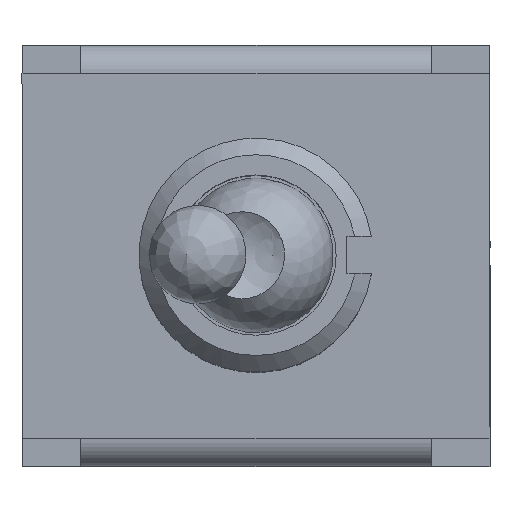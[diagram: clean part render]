
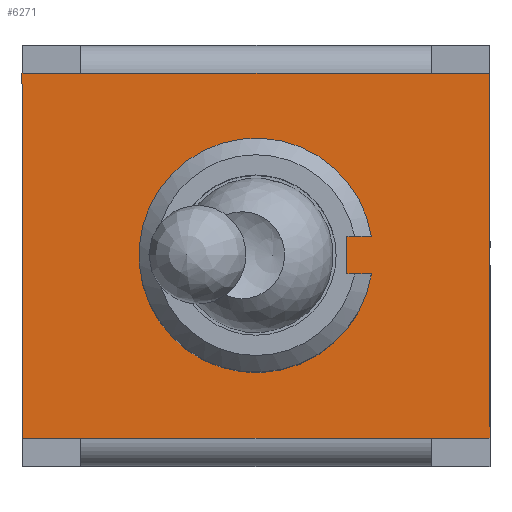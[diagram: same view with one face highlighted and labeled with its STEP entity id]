
A CAD part, top view. The second image highlights one B-rep face of the part: STEP entity #6271.
In plain terms, the highlighted planar face has unit normal (0, 0, 1).
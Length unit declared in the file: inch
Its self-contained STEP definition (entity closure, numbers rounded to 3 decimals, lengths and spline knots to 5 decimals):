
#140=CIRCLE('',#6786,0.125);
#292=FACE_BOUND('',#912,.T.);
#540=FACE_OUTER_BOUND('',#911,.T.);
#911=EDGE_LOOP('',(#5162,#5163,#5164,#5165,#5166,#5167,#5168,#5169));
#912=EDGE_LOOP('',(#5170,#5171,#5172,#5173));
#1513=LINE('',#9975,#2247);
#1517=LINE('',#9985,#2251);
#1519=LINE('',#9988,#2253);
#1520=LINE('',#9994,#2254);
#1521=LINE('',#9996,#2255);
#1522=LINE('',#9998,#2256);
#1523=LINE('',#10000,#2257);
#1524=LINE('',#10002,#2258);
#1525=LINE('',#10004,#2259);
#1526=LINE('',#10006,#2260);
#1527=LINE('',#10007,#2261);
#2247=VECTOR('',#8165,0.3937);
#2251=VECTOR('',#8175,0.3937);
#2253=VECTOR('',#8179,0.3937);
#2254=VECTOR('',#8186,0.3937);
#2255=VECTOR('',#8187,0.3937);
#2256=VECTOR('',#8188,0.3937);
#2257=VECTOR('',#8189,0.3937);
#2258=VECTOR('',#8190,0.3937);
#2259=VECTOR('',#8191,0.3937);
#2260=VECTOR('',#8192,0.3937);
#2261=VECTOR('',#8193,0.3937);
#2892=VERTEX_POINT('',#9972);
#2893=VERTEX_POINT('',#9974);
#2895=VERTEX_POINT('',#9982);
#2896=VERTEX_POINT('',#9984);
#2897=VERTEX_POINT('',#9992);
#2898=VERTEX_POINT('',#9993);
#2899=VERTEX_POINT('',#9995);
#2900=VERTEX_POINT('',#9997);
#2901=VERTEX_POINT('',#9999);
#2902=VERTEX_POINT('',#10001);
#2903=VERTEX_POINT('',#10003);
#2904=VERTEX_POINT('',#10005);
#3681=EDGE_CURVE('',#2893,#2892,#1513,.T.);
#3686=EDGE_CURVE('',#2896,#2895,#1517,.T.);
#3688=EDGE_CURVE('',#2895,#2893,#1519,.T.);
#3689=EDGE_CURVE('',#2892,#2896,#140,.T.);
#3690=EDGE_CURVE('',#2897,#2898,#1520,.T.);
#3691=EDGE_CURVE('',#2898,#2899,#1521,.T.);
#3692=EDGE_CURVE('',#2899,#2900,#1522,.T.);
#3693=EDGE_CURVE('',#2901,#2900,#1523,.T.);
#3694=EDGE_CURVE('',#2902,#2901,#1524,.T.);
#3695=EDGE_CURVE('',#2902,#2903,#1525,.T.);
#3696=EDGE_CURVE('',#2903,#2904,#1526,.T.);
#3697=EDGE_CURVE('',#2897,#2904,#1527,.T.);
#5162=ORIENTED_EDGE('',*,*,#3690,.T.);
#5163=ORIENTED_EDGE('',*,*,#3691,.T.);
#5164=ORIENTED_EDGE('',*,*,#3692,.T.);
#5165=ORIENTED_EDGE('',*,*,#3693,.F.);
#5166=ORIENTED_EDGE('',*,*,#3694,.F.);
#5167=ORIENTED_EDGE('',*,*,#3695,.T.);
#5168=ORIENTED_EDGE('',*,*,#3696,.T.);
#5169=ORIENTED_EDGE('',*,*,#3697,.F.);
#5170=ORIENTED_EDGE('',*,*,#3686,.T.);
#5171=ORIENTED_EDGE('',*,*,#3688,.T.);
#5172=ORIENTED_EDGE('',*,*,#3681,.T.);
#5173=ORIENTED_EDGE('',*,*,#3689,.T.);
#5927=PLANE('',#6787);
#6271=ADVANCED_FACE('',(#540,#292),#5927,.T.);
#6786=AXIS2_PLACEMENT_3D('',#9990,#8182,#8183);
#6787=AXIS2_PLACEMENT_3D('',#9991,#8184,#8185);
#8165=DIRECTION('',(1.,0.,0.));
#8175=DIRECTION('',(-1.,0.,0.));
#8179=DIRECTION('',(0.,-1.,0.));
#8182=DIRECTION('center_axis',(0.,0.,
-1.));
#8183=DIRECTION('ref_axis',(0.987,0.161,0.));
#8184=DIRECTION('center_axis',(0.,0.,
1.));
#8185=DIRECTION('ref_axis',(1.,0.,0.));
#8186=DIRECTION('',(1.,0.,0.));
#8187=DIRECTION('',(1.,0.,0.));
#8188=DIRECTION('',(0.,1.,0.));
#8189=DIRECTION('',(1.,0.,0.));
#8190=DIRECTION('',(1.,0.,0.));
#8191=DIRECTION('',(-1.,0.,0.));
#8192=DIRECTION('',(0.,-1.,0.));
#8193=DIRECTION('',(-1.,0.,0.));
#9972=CARTESIAN_POINT('',(0.12338,-0.02008,0.35));
#9974=CARTESIAN_POINT('',(0.09705,-0.02008,0.35));
#9975=CARTESIAN_POINT('',(0.04852,-0.02008,0.35));
#9982=CARTESIAN_POINT('',(0.09705,0.02008,0.35));
#9984=CARTESIAN_POINT('',(0.12338,0.02008,0.35));
#9985=CARTESIAN_POINT('',(0.06169,0.02008,0.35));
#9988=CARTESIAN_POINT('',(0.09705,0.10758,0.35));
#9990=CARTESIAN_POINT('Origin',(0.,0.,
0.35));
#9991=CARTESIAN_POINT('Origin',(0.,0.19508,0.35));
#9992=CARTESIAN_POINT('',(-0.18701,-0.19508,0.35));
#9993=CARTESIAN_POINT('',(0.18701,-0.19508,0.35));
#9994=CARTESIAN_POINT('',(0.,-0.19508,0.35));
#9995=CARTESIAN_POINT('',(0.25,-0.19508,0.35));
#9996=CARTESIAN_POINT('',(0.18701,-0.19508,0.35));
#9997=CARTESIAN_POINT('',(0.25,0.19508,0.35));
#9998=CARTESIAN_POINT('',(0.25,-0.19508,0.35));
#9999=CARTESIAN_POINT('',(0.18701,0.19508,0.35));
#10000=CARTESIAN_POINT('',(0.18701,0.19508,0.35));
#10001=CARTESIAN_POINT('',(-0.18701,0.19508,0.35));
#10002=CARTESIAN_POINT('',(0.,0.19508,0.35));
#10003=CARTESIAN_POINT('',(-0.25,0.19508,0.35));
#10004=CARTESIAN_POINT('',(-0.18701,0.19508,0.35));
#10005=CARTESIAN_POINT('',(-0.25,-0.19508,0.35));
#10006=CARTESIAN_POINT('',(-0.25,-0.19508,0.35));
#10007=CARTESIAN_POINT('',(-0.18701,-0.19508,0.35));
